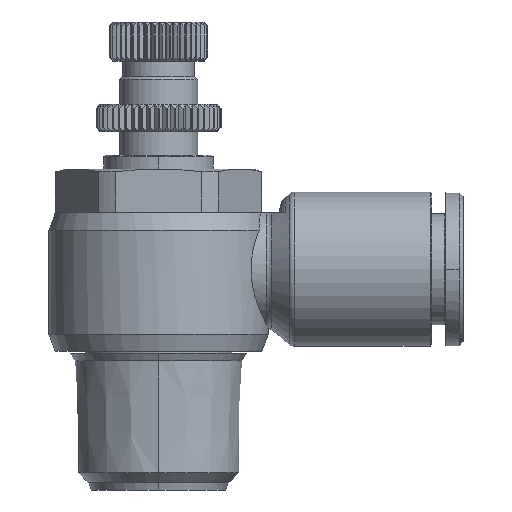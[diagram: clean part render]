
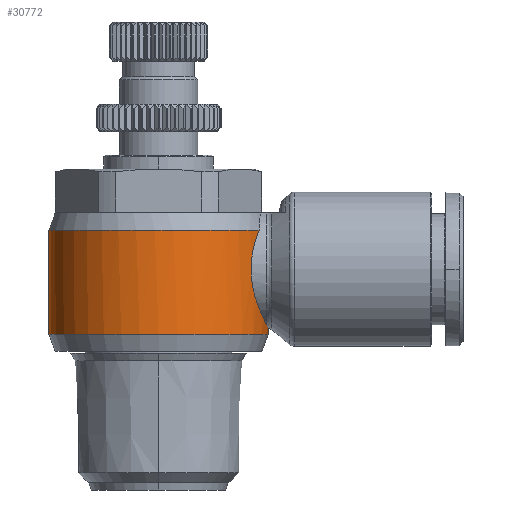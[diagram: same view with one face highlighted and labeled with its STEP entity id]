
A CAD part, front view. The second image highlights one B-rep face of the part: STEP entity #30772.
In plain terms, the highlighted cylindrical face has radius 14 mm (diameter 28 mm), a partial arc.
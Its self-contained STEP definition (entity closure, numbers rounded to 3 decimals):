
#366=CARTESIAN_POINT('',(0.,0.,-7.514));
#367=VERTEX_POINT('',#366);
#423=CARTESIAN_POINT('',(0.,0.,-8.302));
#424=VERTEX_POINT('',#423);
#440=CARTESIAN_POINT('',(28.0,0.,-8.302));
#441=VERTEX_POINT('',#440);
#463=CARTESIAN_POINT('',(0.,0.,-8.302));
#464=DIRECTION('',(0.0,0.0,1.0));
#465=VECTOR('',#464,0.788);
#466=LINE('',#463,#465);
#467=EDGE_CURVE('',#424,#367,#466,.T.);
#470=CARTESIAN_POINT('',(28.0,0.,5.002));
#471=VERTEX_POINT('',#470);
#472=CARTESIAN_POINT('',(28.0,0.,5.002));
#473=DIRECTION('',(0.0,0.0,-1.0));
#474=VECTOR('',#473,13.304);
#475=LINE('',#472,#474);
#476=EDGE_CURVE('',#471,#441,#475,.T.);
#30640=CARTESIAN_POINT('',(1.164,5.588,5.002));
#30641=VERTEX_POINT('',#30640);
#30655=CARTESIAN_POINT('',(0.164,2.137,-7.189));
#30656=VERTEX_POINT('',#30655);
#30657=CARTESIAN_POINT('',(1.164,5.588,5.002));
#30658=CARTESIAN_POINT('',(1.26,5.811,4.754));
#30659=CARTESIAN_POINT('',(1.359,6.021,4.485));
#30660=CARTESIAN_POINT('',(1.59,6.487,3.796));
#30661=CARTESIAN_POINT('',(1.719,6.725,3.358));
#30662=CARTESIAN_POINT('',(1.938,7.11,2.438));
#30663=CARTESIAN_POINT('',(2.028,7.258,1.956));
#30664=CARTESIAN_POINT('',(2.148,7.453,0.978));
#30665=CARTESIAN_POINT('',(2.178,7.5,0.483));
#30666=CARTESIAN_POINT('',(2.178,7.5,0.));
#30667=CARTESIAN_POINT('',(2.178,7.5,-0.483));
#30668=CARTESIAN_POINT('',(2.148,7.453,-0.978));
#30669=CARTESIAN_POINT('',(2.028,7.258,-1.956));
#30670=CARTESIAN_POINT('',(1.938,7.11,-2.438));
#30671=CARTESIAN_POINT('',(1.719,6.725,-3.358));
#30672=CARTESIAN_POINT('',(1.59,6.487,-3.796));
#30673=CARTESIAN_POINT('',(1.319,5.94,-4.605));
#30674=CARTESIAN_POINT('',(1.178,5.631,-4.975));
#30675=CARTESIAN_POINT('',(0.91,4.976,-5.63));
#30676=CARTESIAN_POINT('',(0.773,4.607,-5.939));
#30677=CARTESIAN_POINT('',(0.518,3.798,-6.486));
#30678=CARTESIAN_POINT('',(0.401,3.358,-6.725));
#30679=CARTESIAN_POINT('',(0.251,2.65,-7.021));
#30680=CARTESIAN_POINT('',(0.204,2.395,-7.112));
#30681=CARTESIAN_POINT('',(0.164,2.137,-7.189));
#30682=B_SPLINE_CURVE_WITH_KNOTS('',3,(#30657,#30658,#30659,#30660,#30661,#30662,#30663,#30664,#30665,#30666,#30667,#30668,#30669,#30670,#30671,#30672,#30673,#30674,#30675,#30676,#30677,#30678,#30679,#30680,#30681),.UNSPECIFIED.,.F.,.U.,(4,2,2,2,3,2,2,2,2,2,2,4),(-5.369,-4.348,-2.898,-1.449,0.0,1.449,2.898,4.348,5.797,7.241,8.685,9.462),.UNSPECIFIED.);
#30683=EDGE_CURVE('',#30641,#30656,#30682,.T.);
#30729=CARTESIAN_POINT('',(14.0,0.,5.002));
#30730=DIRECTION('',(0.0,0.0,1.0));
#30731=DIRECTION('',(-1.0,0.0,0.0));
#30732=AXIS2_PLACEMENT_3D('',#30729,#30730,#30731);
#30733=CIRCLE('',#30732,14.0);
#30734=EDGE_CURVE('',#471,#30641,#30733,.T.);
#30741=CARTESIAN_POINT('',(14.,0.,-1.65));
#30742=DIRECTION('',(0.,0.,1.0));
#30743=DIRECTION('',(-1.0,0.0,0.0));
#30744=AXIS2_PLACEMENT_3D('',#30741,#30742,#30743);
#30745=CYLINDRICAL_SURFACE('',#30744,14.);
#30746=ORIENTED_EDGE('',*,*,#467,.T.);
#30747=CARTESIAN_POINT('',(0.164,2.137,-7.189));
#30748=CARTESIAN_POINT('',(0.108,1.776,-7.296));
#30749=CARTESIAN_POINT('',(0.066,1.41,-7.381));
#30750=CARTESIAN_POINT('',(0.023,0.834,-7.466));
#30751=CARTESIAN_POINT('',(0.013,0.633,-7.487));
#30752=CARTESIAN_POINT('',(0.003,0.299,-7.508));
#30753=CARTESIAN_POINT('',(0.,0.167,-7.513));
#30754=CARTESIAN_POINT('',(0.,0.023,-7.514));
#30755=CARTESIAN_POINT('',(0.,0.011,-7.514));
#30756=CARTESIAN_POINT('',(0.,0.,-7.514));
#30757=B_SPLINE_CURVE_WITH_KNOTS('',3,(#30747,#30748,#30749,#30750,#30751,#30752,#30753,#30754,#30755,#30756),.UNSPECIFIED.,.F.,.U.,(4,2,2,2,4),(-4.365,-3.224,-2.614,-2.217,-2.183),.UNSPECIFIED.);
#30758=EDGE_CURVE('',#30656,#367,#30757,.T.);
#30759=ORIENTED_EDGE('',*,*,#30758,.F.);
#30760=ORIENTED_EDGE('',*,*,#30683,.F.);
#30761=ORIENTED_EDGE('',*,*,#30734,.F.);
#30762=ORIENTED_EDGE('',*,*,#476,.T.);
#30763=CARTESIAN_POINT('',(14.,0.,-8.302));
#30764=DIRECTION('',(0.0,0.0,1.0));
#30765=DIRECTION('',(-1.0,0.0,0.0));
#30766=AXIS2_PLACEMENT_3D('',#30763,#30764,#30765);
#30767=CIRCLE('',#30766,14.0);
#30768=EDGE_CURVE('',#441,#424,#30767,.T.);
#30769=ORIENTED_EDGE('',*,*,#30768,.T.);
#30770=EDGE_LOOP('',(#30746,#30759,#30760,#30761,#30762,#30769));
#30771=FACE_OUTER_BOUND('',#30770,.T.);
#30772=ADVANCED_FACE('',(#30771),#30745,.T.);
